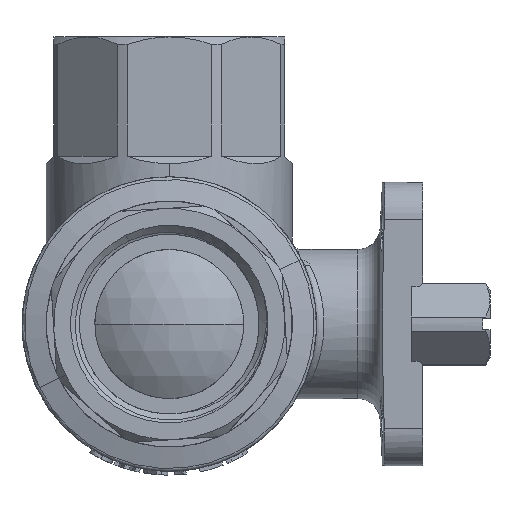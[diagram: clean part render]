
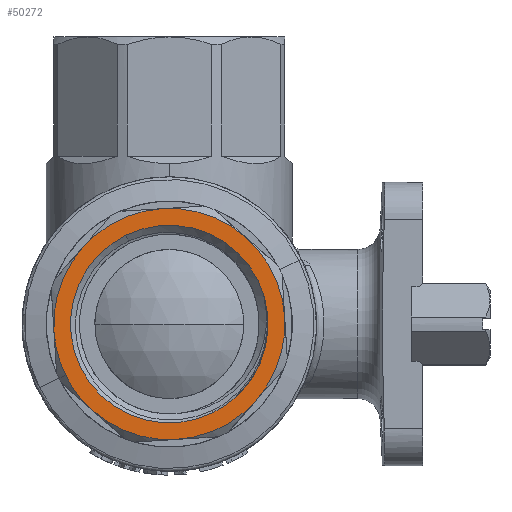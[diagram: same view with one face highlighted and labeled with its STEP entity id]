
A CAD part, front view. The second image highlights one B-rep face of the part: STEP entity #50272.
In plain terms, the highlighted planar face has unit normal (0, -1, 0).
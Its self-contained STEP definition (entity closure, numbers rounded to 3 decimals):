
#77 = DIRECTION ( 'NONE',  ( 0., 1., 0. ) ) ;
#173 = EDGE_CURVE ( 'NONE', #12542, #40819, #311, .T. ) ;
#311 = CIRCLE ( 'NONE', #43693, 15.5 ) ;
#410 = DIRECTION ( 'NONE',  ( -0.898, 0., -0.44 ) ) ;
#470 = CARTESIAN_POINT ( 'NONE',  ( 0., -39., 0. ) ) ;
#645 = DIRECTION ( 'NONE',  ( -0.898, 0., -0.44 ) ) ;
#844 = ORIENTED_EDGE ( 'NONE', *, *, #4339, .T. ) ;
#1380 = DIRECTION ( 'NONE',  ( -0.898, 0., -0.44 ) ) ;
#1576 = DIRECTION ( 'NONE',  ( -0.898, 0., -0.44 ) ) ;
#2185 = CARTESIAN_POINT ( 'NONE',  ( 10.247, -39., 11.63 ) ) ;
#2807 = CIRCLE ( 'NONE', #50025, 15.5 ) ;
#3128 = CIRCLE ( 'NONE', #47823, 15.5 ) ;
#3397 = DIRECTION ( 'NONE',  ( 0., 1., 0. ) ) ;
#3874 = ORIENTED_EDGE ( 'NONE', *, *, #44268, .F. ) ;
#4339 = EDGE_CURVE ( 'NONE', #16977, #14305, #13226, .T. ) ;
#4741 = EDGE_CURVE ( 'NONE', #14686, #37305, #3128, .T. ) ;
#4760 = VERTEX_POINT ( 'NONE', #33355 ) ;
#4819 = CIRCLE ( 'NONE', #23646, 15.5 ) ;
#5372 = CARTESIAN_POINT ( 'NONE',  ( -10.247, -39., -11.63 ) ) ;
#5417 = CARTESIAN_POINT ( 'NONE',  ( 0., -39., 0. ) ) ;
#5551 = AXIS2_PLACEMENT_3D ( 'NONE', #44033, #77, #12177 ) ;
#6023 = DIRECTION ( 'NONE',  ( 0., 1., 0. ) ) ;
#7955 = ORIENTED_EDGE ( 'NONE', *, *, #21411, .T. ) ;
#9063 = EDGE_CURVE ( 'NONE', #4760, #45690, #41171, .T. ) ;
#9130 = EDGE_CURVE ( 'NONE', #37107, #14686, #21223, .T. ) ;
#9159 = ORIENTED_EDGE ( 'NONE', *, *, #173, .F. ) ;
#9847 = FACE_OUTER_BOUND ( 'NONE', #16792, .T. ) ;
#12007 = DIRECTION ( 'NONE',  ( 0., 1., 0. ) ) ;
#12177 = DIRECTION ( 'NONE',  ( -0.898, 0., -0.44 ) ) ;
#12355 = CARTESIAN_POINT ( 'NONE',  ( 5.833, -39., -11.897 ) ) ;
#12542 = VERTEX_POINT ( 'NONE', #14463 ) ;
#13159 = CARTESIAN_POINT ( 'NONE',  ( 0., -39., 0. ) ) ;
#13226 = CIRCLE ( 'NONE', #30816, 13.25 ) ;
#13639 = DIRECTION ( 'NONE',  ( -0.898, 0., -0.44 ) ) ;
#14252 = AXIS2_PLACEMENT_3D ( 'NONE', #39665, #3397, #39310 ) ;
#14305 = VERTEX_POINT ( 'NONE', #12355 ) ;
#14412 = AXIS2_PLACEMENT_3D ( 'NONE', #48705, #44695, #20892 ) ;
#14463 = CARTESIAN_POINT ( 'NONE',  ( 11.63, -39., -10.247 ) ) ;
#14686 = VERTEX_POINT ( 'NONE', #30921 ) ;
#14844 = CARTESIAN_POINT ( 'NONE',  ( -15.469, -39., -0.978 ) ) ;
#16792 = EDGE_LOOP ( 'NONE', ( #39506, #43870, #41949, #39917, #9159, #3874, #26275, #50317, #37612 ) ) ;
#16977 = VERTEX_POINT ( 'NONE', #20501 ) ;
#18269 = CARTESIAN_POINT ( 'NONE',  ( 0., -39., 0. ) ) ;
#18966 = CARTESIAN_POINT ( 'NONE',  ( 0., -39., 0. ) ) ;
#19656 = EDGE_CURVE ( 'NONE', #40819, #37107, #2807, .T. ) ;
#19830 = DIRECTION ( 'NONE',  ( -0.898, 0., -0.44 ) ) ;
#20501 = CARTESIAN_POINT ( 'NONE',  ( -5.833, -39., 11.897 ) ) ;
#20616 = DIRECTION ( 'NONE',  ( 0., 1., 0. ) ) ;
#20843 = DIRECTION ( 'NONE',  ( -0.44, 0., 0.898 ) ) ;
#20892 = DIRECTION ( 'NONE',  ( -0.898, 0., -0.44 ) ) ;
#21223 = CIRCLE ( 'NONE', #14252, 15.5 ) ;
#21411 = EDGE_CURVE ( 'NONE', #14305, #16977, #45122, .T. ) ;
#21490 = DIRECTION ( 'NONE',  ( 0., 1., 0. ) ) ;
#21660 = CARTESIAN_POINT ( 'NONE',  ( 0., -39., 0. ) ) ;
#21731 = VERTEX_POINT ( 'NONE', #24272 ) ;
#23646 = AXIS2_PLACEMENT_3D ( 'NONE', #470, #20616, #645 ) ;
#24013 = EDGE_CURVE ( 'NONE', #45690, #33033, #41387, .T. ) ;
#24272 = CARTESIAN_POINT ( 'NONE',  ( -11.63, -39., 10.247 ) ) ;
#25017 = DIRECTION ( 'NONE',  ( 0., 1., 0. ) ) ;
#26275 = ORIENTED_EDGE ( 'NONE', *, *, #24013, .F. ) ;
#26723 = EDGE_CURVE ( 'NONE', #21731, #4760, #44298, .T. ) ;
#26899 = AXIS2_PLACEMENT_3D ( 'NONE', #21660, #21490, #13639 ) ;
#27292 = DIRECTION ( 'NONE',  ( -0.44, 0., 0.898 ) ) ;
#27699 = DIRECTION ( 'NONE',  ( -0.898, 0., -0.44 ) ) ;
#30816 = AXIS2_PLACEMENT_3D ( 'NONE', #18269, #6023, #27292 ) ;
#30921 = CARTESIAN_POINT ( 'NONE',  ( -13.917, -39., -6.823 ) ) ;
#31619 = CIRCLE ( 'NONE', #36167, 15.5 ) ;
#33033 = VERTEX_POINT ( 'NONE', #33928 ) ;
#33355 = CARTESIAN_POINT ( 'NONE',  ( -0.978, -39., 15.469 ) ) ;
#33928 = CARTESIAN_POINT ( 'NONE',  ( 15.469, -39., 0.978 ) ) ;
#35757 = AXIS2_PLACEMENT_3D ( 'NONE', #13159, #25017, #20843 ) ;
#36152 = CARTESIAN_POINT ( 'NONE',  ( 0., -39., 0. ) ) ;
#36167 = AXIS2_PLACEMENT_3D ( 'NONE', #5417, #44811, #1380 ) ;
#36915 = EDGE_CURVE ( 'NONE', #37305, #21731, #4819, .T. ) ;
#37107 = VERTEX_POINT ( 'NONE', #5372 ) ;
#37305 = VERTEX_POINT ( 'NONE', #14844 ) ;
#37612 = ORIENTED_EDGE ( 'NONE', *, *, #26723, .F. ) ;
#38528 = FACE_BOUND ( 'NONE', #38846, .T. ) ;
#38846 = EDGE_LOOP ( 'NONE', ( #7955, #844 ) ) ;
#39310 = DIRECTION ( 'NONE',  ( -0.898, 0., -0.44 ) ) ;
#39506 = ORIENTED_EDGE ( 'NONE', *, *, #36915, .F. ) ;
#39665 = CARTESIAN_POINT ( 'NONE',  ( 0., -39., 0. ) ) ;
#39917 = ORIENTED_EDGE ( 'NONE', *, *, #19656, .F. ) ;
#40162 = PLANE ( 'NONE',  #14412 ) ;
#40819 = VERTEX_POINT ( 'NONE', #42335 ) ;
#41171 = CIRCLE ( 'NONE', #43899, 15.5 ) ;
#41387 = CIRCLE ( 'NONE', #26899, 15.5 ) ;
#41522 = DIRECTION ( 'NONE',  ( 0., 1., 0. ) ) ;
#41949 = ORIENTED_EDGE ( 'NONE', *, *, #9130, .F. ) ;
#42335 = CARTESIAN_POINT ( 'NONE',  ( 0.978, -39., -15.469 ) ) ;
#42920 = DIRECTION ( 'NONE',  ( 0., 1., 0. ) ) ;
#43693 = AXIS2_PLACEMENT_3D ( 'NONE', #18966, #42920, #19830 ) ;
#43870 = ORIENTED_EDGE ( 'NONE', *, *, #4741, .F. ) ;
#43899 = AXIS2_PLACEMENT_3D ( 'NONE', #51011, #12007, #27699 ) ;
#44033 = CARTESIAN_POINT ( 'NONE',  ( 0., -39., 0. ) ) ;
#44268 = EDGE_CURVE ( 'NONE', #33033, #12542, #31619, .T. ) ;
#44298 = CIRCLE ( 'NONE', #5551, 15.5 ) ;
#44695 = DIRECTION ( 'NONE',  ( 0., 1., 0. ) ) ;
#44811 = DIRECTION ( 'NONE',  ( 0., 1., 0. ) ) ;
#45122 = CIRCLE ( 'NONE', #35757, 13.25 ) ;
#45690 = VERTEX_POINT ( 'NONE', #2185 ) ;
#47823 = AXIS2_PLACEMENT_3D ( 'NONE', #49192, #41522, #1576 ) ;
#47844 = DIRECTION ( 'NONE',  ( 0., 1., 0. ) ) ;
#48705 = CARTESIAN_POINT ( 'NONE',  ( 0., -39., 0. ) ) ;
#49192 = CARTESIAN_POINT ( 'NONE',  ( 0., -39., 0. ) ) ;
#50025 = AXIS2_PLACEMENT_3D ( 'NONE', #36152, #47844, #410 ) ;
#50272 = ADVANCED_FACE ( 'NONE', ( #9847, #38528 ), #40162, .F. ) ;
#50317 = ORIENTED_EDGE ( 'NONE', *, *, #9063, .F. ) ;
#51011 = CARTESIAN_POINT ( 'NONE',  ( 0., -39., 0. ) ) ;
